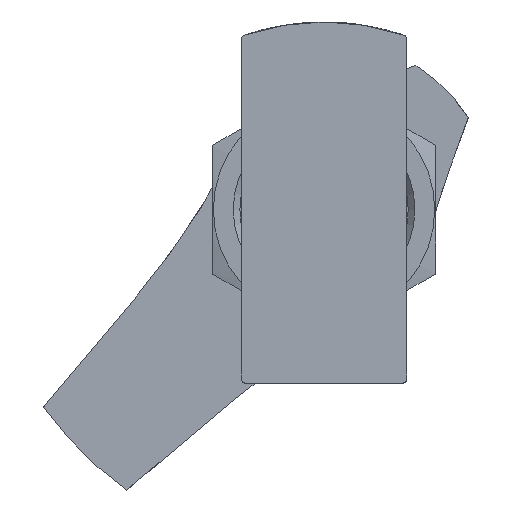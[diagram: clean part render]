
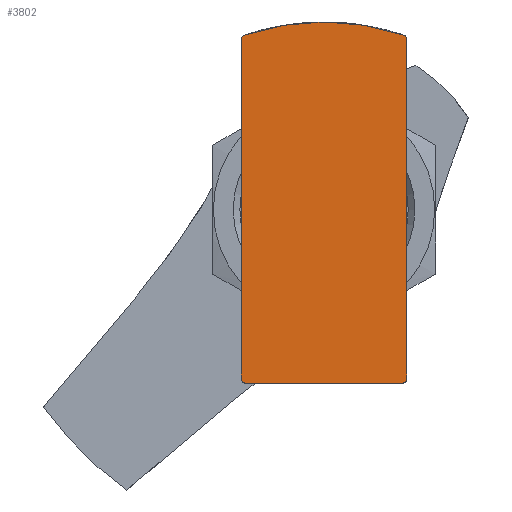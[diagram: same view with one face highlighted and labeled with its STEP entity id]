
A CAD part, front view. The second image highlights one B-rep face of the part: STEP entity #3802.
In plain terms, the highlighted planar face has unit normal (0, -1, 0).
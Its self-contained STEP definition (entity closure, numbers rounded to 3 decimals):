
#95=PLANE('',#4120);
#181=CIRCLE('',#4092,0.5);
#182=CIRCLE('',#4094,30.);
#183=CIRCLE('',#4097,0.5);
#186=CIRCLE('',#4102,0.5);
#189=CIRCLE('',#4107,0.5);
#466=LINE('',#6024,#692);
#470=LINE('',#6040,#696);
#472=LINE('',#6047,#698);
#692=VECTOR('',#4664,1000.);
#696=VECTOR('',#4680,1000.);
#698=VECTOR('',#4688,1000.);
#977=ORIENTED_EDGE('',*,*,#2026,.F.);
#978=ORIENTED_EDGE('',*,*,#2043,.F.);
#979=ORIENTED_EDGE('',*,*,#2015,.F.);
#980=ORIENTED_EDGE('',*,*,#2009,.F.);
#981=ORIENTED_EDGE('',*,*,#2004,.F.);
#982=ORIENTED_EDGE('',*,*,#2039,.F.);
#983=ORIENTED_EDGE('',*,*,#2034,.F.);
#984=ORIENTED_EDGE('',*,*,#2031,.F.);
#2004=EDGE_CURVE('',#2550,#2551,#181,.T.);
#2009=EDGE_CURVE('',#2551,#2555,#182,.T.);
#2015=EDGE_CURVE('',#2555,#2559,#183,.T.);
#2026=EDGE_CURVE('',#2566,#2567,#186,.T.);
#2031=EDGE_CURVE('',#2567,#2571,#466,.T.);
#2034=EDGE_CURVE('',#2571,#2573,#189,.T.);
#2039=EDGE_CURVE('',#2573,#2550,#470,.T.);
#2043=EDGE_CURVE('',#2559,#2566,#472,.T.);
#2550=VERTEX_POINT('',#5923);
#2551=VERTEX_POINT('',#5925);
#2555=VERTEX_POINT('',#5946);
#2559=VERTEX_POINT('',#5977);
#2566=VERTEX_POINT('',#6014);
#2567=VERTEX_POINT('',#6015);
#2571=VERTEX_POINT('',#6025);
#2573=VERTEX_POINT('',#6031);
#3005=EDGE_LOOP('',(#977,#978,#979,#980,#981,#982,#983,#984));
#3348=FACE_BOUND('',#3005,.T.);
#3802=ADVANCED_FACE('',(#3348),#95,.F.);
#4092=AXIS2_PLACEMENT_3D('',#5924,#4626,#4627);
#4094=AXIS2_PLACEMENT_3D('',#5945,#4632,#4633);
#4097=AXIS2_PLACEMENT_3D('',#5976,#4640,#4641);
#4102=AXIS2_PLACEMENT_3D('',#6013,#4654,#4655);
#4107=AXIS2_PLACEMENT_3D('',#6030,#4669,#4670);
#4120=AXIS2_PLACEMENT_3D('',#6058,#4700,#4701);
#4626=DIRECTION('',(0.,1.,0.));
#4627=DIRECTION('',(1.,0.,0.));
#4632=DIRECTION('',(0.,1.,0.));
#4633=DIRECTION('',(1.,0.,0.));
#4640=DIRECTION('',(0.,1.,0.));
#4641=DIRECTION('',(1.,0.,0.));
#4654=DIRECTION('',(0.,1.,0.));
#4655=DIRECTION('',(1.,0.,0.));
#4664=DIRECTION('',(0.,0.,1.));
#4669=DIRECTION('',(0.,1.,0.));
#4670=DIRECTION('',(1.,0.,0.));
#4680=DIRECTION('',(1.,0.,0.));
#4688=DIRECTION('',(-1.,0.,0.));
#4700=DIRECTION('',(0.,1.,0.));
#4701=DIRECTION('',(0.,0.,1.));
#5923=CARTESIAN_POINT('',(20.644,0.,10.));
#5924=CARTESIAN_POINT('',(20.644,0.,9.5));
#5925=CARTESIAN_POINT('',(21.118,0.,9.661));
#5945=CARTESIAN_POINT('',(-7.284,0.,0.));
#5946=CARTESIAN_POINT('',(21.118,0.,-9.661));
#5976=CARTESIAN_POINT('',(20.644,0.,-9.5));
#5977=CARTESIAN_POINT('',(20.644,0.,-10.));
#6013=CARTESIAN_POINT('',(-20.5,0.,-9.5));
#6014=CARTESIAN_POINT('',(-20.5,0.,-10.));
#6015=CARTESIAN_POINT('',(-21.,0.,-9.5));
#6024=CARTESIAN_POINT('',(-21.,0.,-9.5));
#6025=CARTESIAN_POINT('',(-21.,0.,9.5));
#6030=CARTESIAN_POINT('',(-20.5,0.,9.5));
#6031=CARTESIAN_POINT('',(-20.5,0.,10.));
#6040=CARTESIAN_POINT('',(-20.5,0.,10.));
#6047=CARTESIAN_POINT('',(20.644,0.,-10.));
#6058=CARTESIAN_POINT('',(-20.5,0.,-9.5));
